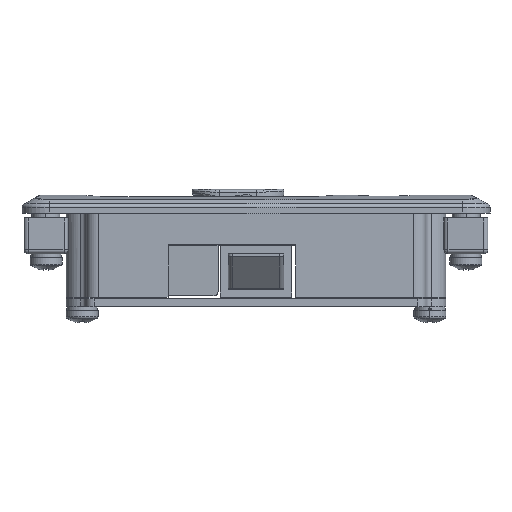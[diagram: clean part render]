
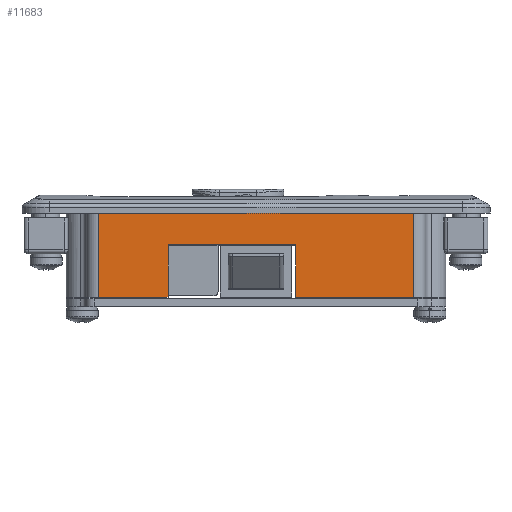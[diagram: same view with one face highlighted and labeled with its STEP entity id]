
A CAD part, left-side view. The second image highlights one B-rep face of the part: STEP entity #11683.
In plain terms, the highlighted face is planar.
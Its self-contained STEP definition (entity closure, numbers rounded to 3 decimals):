
#202 = EDGE_CURVE ( 'NONE', #4984, #12122, #12673, .T. ) ;
#245 = ORIENTED_EDGE ( 'NONE', *, *, #202, .T. ) ;
#459 = DIRECTION ( 'NONE',  ( 0., 0., 1. ) ) ;
#460 = DIRECTION ( 'NONE',  ( 0., -1., 0. ) ) ;
#536 = VECTOR ( 'NONE', #460, 1000. ) ;
#692 = CARTESIAN_POINT ( 'NONE',  ( 10., -42.5, 25.6 ) ) ;
#773 = EDGE_CURVE ( 'NONE', #12895, #4530, #13708, .T. ) ;
#898 = CARTESIAN_POINT ( 'NONE',  ( 10., -42.5, 25.6 ) ) ;
#963 = VERTEX_POINT ( 'NONE', #6086 ) ;
#1446 = VECTOR ( 'NONE', #8933, 1000. ) ;
#2651 = CARTESIAN_POINT ( 'NONE',  ( 10., -39.5, 2.5 ) ) ;
#2859 = DIRECTION ( 'NONE',  ( 0., 0., 1. ) ) ;
#3107 = VERTEX_POINT ( 'NONE', #6256 ) ;
#3294 = PLANE ( 'NONE',  #10762 ) ;
#3305 = DIRECTION ( 'NONE',  ( 0., 0., -1. ) ) ;
#3464 = LINE ( 'NONE', #692, #1446 ) ;
#3937 = VECTOR ( 'NONE', #7943, 1000. ) ;
#4236 = EDGE_CURVE ( 'NONE', #8031, #3107, #12223, .T. ) ;
#4530 = VERTEX_POINT ( 'NONE', #10797 ) ;
#4984 = VERTEX_POINT ( 'NONE', #9544 ) ;
#5314 = EDGE_CURVE ( 'NONE', #8031, #4984, #10521, .T. ) ;
#5574 = ORIENTED_EDGE ( 'NONE', *, *, #773, .F. ) ;
#5674 = DIRECTION ( 'NONE',  ( -1., 0., 0. ) ) ;
#5759 = VECTOR ( 'NONE', #459, 1000. ) ;
#5949 = ORIENTED_EDGE ( 'NONE', *, *, #4236, .F. ) ;
#6086 = CARTESIAN_POINT ( 'NONE',  ( 10., -39.5, 25.6 ) ) ;
#6256 = CARTESIAN_POINT ( 'NONE',  ( 10., 39.5, 25.6 ) ) ;
#6301 = CARTESIAN_POINT ( 'NONE',  ( 10., -10., 12.4 ) ) ;
#6318 = LINE ( 'NONE', #13958, #11834 ) ;
#6485 = CARTESIAN_POINT ( 'NONE',  ( 10., 22., 25.6 ) ) ;
#6599 = CARTESIAN_POINT ( 'NONE',  ( 10., 22., 25.6 ) ) ;
#7063 = ORIENTED_EDGE ( 'NONE', *, *, #5314, .T. ) ;
#7351 = VERTEX_POINT ( 'NONE', #7889 ) ;
#7587 = CARTESIAN_POINT ( 'NONE',  ( 10., 39.5, 25.6 ) ) ;
#7758 = VECTOR ( 'NONE', #14710, 1000. ) ;
#7889 = CARTESIAN_POINT ( 'NONE',  ( 10., -10., 25.6 ) ) ;
#7943 = DIRECTION ( 'NONE',  ( 0., 1., 0. ) ) ;
#8031 = VERTEX_POINT ( 'NONE', #6599 ) ;
#8629 = CARTESIAN_POINT ( 'NONE',  ( 10., -10., 25.6 ) ) ;
#8681 = CARTESIAN_POINT ( 'NONE',  ( 10., -42.5, 12.4 ) ) ;
#8903 = LINE ( 'NONE', #8629, #5759 ) ;
#8933 = DIRECTION ( 'NONE',  ( 0., 1., 0. ) ) ;
#9169 = EDGE_CURVE ( 'NONE', #12122, #7351, #8903, .T. ) ;
#9463 = EDGE_CURVE ( 'NONE', #963, #4530, #6318, .T. ) ;
#9544 = CARTESIAN_POINT ( 'NONE',  ( 10., 22., 12.4 ) ) ;
#10365 = ORIENTED_EDGE ( 'NONE', *, *, #14775, .F. ) ;
#10521 = LINE ( 'NONE', #6485, #7758 ) ;
#10582 = VECTOR ( 'NONE', #12083, 1000. ) ;
#10741 = ORIENTED_EDGE ( 'NONE', *, *, #9463, .T. ) ;
#10762 = AXIS2_PLACEMENT_3D ( 'NONE', #15034, #5674, #13911 ) ;
#10797 = CARTESIAN_POINT ( 'NONE',  ( 10., -39.5, 2.5 ) ) ;
#11324 = EDGE_CURVE ( 'NONE', #12895, #3107, #14609, .T. ) ;
#11553 = CARTESIAN_POINT ( 'NONE',  ( 10., 39.5, 2.5 ) ) ;
#11683 = ADVANCED_FACE ( 'NONE', ( #14778 ), #3294, .F. ) ;
#11834 = VECTOR ( 'NONE', #3305, 1000. ) ;
#11842 = VECTOR ( 'NONE', #2859, 1000. ) ;
#12083 = DIRECTION ( 'NONE',  ( 0., -1., 0. ) ) ;
#12122 = VERTEX_POINT ( 'NONE', #6301 ) ;
#12223 = LINE ( 'NONE', #898, #3937 ) ;
#12673 = LINE ( 'NONE', #8681, #536 ) ;
#12895 = VERTEX_POINT ( 'NONE', #11553 ) ;
#13133 = ORIENTED_EDGE ( 'NONE', *, *, #9169, .T. ) ;
#13708 = LINE ( 'NONE', #2651, #10582 ) ;
#13911 = DIRECTION ( 'NONE',  ( 0., 0., 1. ) ) ;
#13958 = CARTESIAN_POINT ( 'NONE',  ( 10., -39.5, 25.6 ) ) ;
#14609 = LINE ( 'NONE', #7587, #11842 ) ;
#14710 = DIRECTION ( 'NONE',  ( 0., 0., -1. ) ) ;
#14775 = EDGE_CURVE ( 'NONE', #963, #7351, #3464, .T. ) ;
#14778 = FACE_OUTER_BOUND ( 'NONE', #15017, .T. ) ;
#14962 = ORIENTED_EDGE ( 'NONE', *, *, #11324, .T. ) ;
#15017 = EDGE_LOOP ( 'NONE', ( #245, #13133, #10365, #10741, #5574, #14962, #5949, #7063 ) ) ;
#15034 = CARTESIAN_POINT ( 'NONE',  ( 10., -42.5, 25.6 ) ) ;
